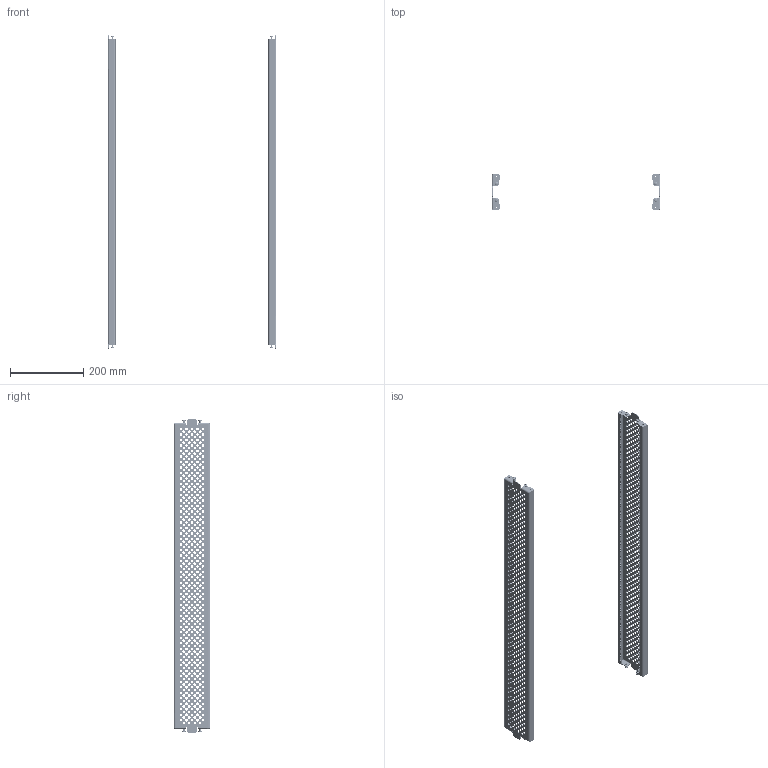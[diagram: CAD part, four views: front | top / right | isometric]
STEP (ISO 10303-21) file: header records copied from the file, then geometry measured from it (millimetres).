
FILE_DESCRIPTION (( 'STEP AP203' ), '1' );
FILE_NAME ('UR12204100010 Ýëåìåíòû öîêîëÿ ïåðôîðèðîâàííûå 100ìì RS52 00.100 (2øò) (000.136.064-04).STEP', '2022-04-14T06:55:11', ( '' ), ( '' ), 'SwSTEP 2.0', 'SolidWorks 2017', '' );
FILE_SCHEMA (( 'CONFIG_CONTROL_DESIGN' ));
Length unit declared in the file: millimetre
Products named in the file (3): UR12204100010 Ýëåìåíòû öîêîëÿ ïåðôîðèðîâàííûå 100ìì RS52 00.100 (2øò) (000.136.064-04); Âèíò DIN 7500 C TORX_Œ5å12; 070-67 Ïàíåëü öîêîëÿ_04 (00.100)
Assembly tree (10 placements, depth 2):
  UR12204100010 Ýëåìåíòû öîêîëÿ ïåðôîðèðîâàííûå 100ìì RS52 00.100 (2øò) (000.136.064-04)
    070-67 Ïàíåëü öîêîëÿ_04 (00.100)  x2
    Âèíò DIN 7500 C TORX_Œ5å12  x8
Bounding box: 459 x 98 x 854.8 mm (x, y, z)
Volume: 450503 mm3; surface area: 514991.9 mm2
Topology: 10 solids, 10 shells, 3276 faces, 9608 edges, 6360 vertices
Faces by surface type: cylinder 2412, plane 800, cone 32, bspline 16, sphere 16
Entity records: 55109 total; most frequent: DIRECTION 9753, CARTESIAN_POINT 9516, ORIENTED_EDGE 8936, EDGE_CURVE 4468, AXIS2_PLACEMENT_3D 3817, VERTEX_POINT 2958, EDGE_LOOP 2764, CIRCLE 2297
